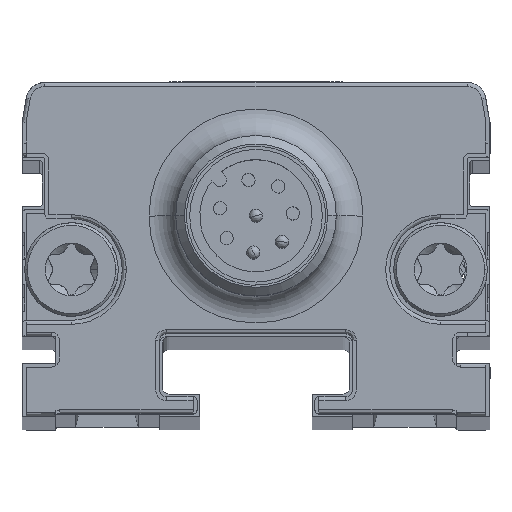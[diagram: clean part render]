
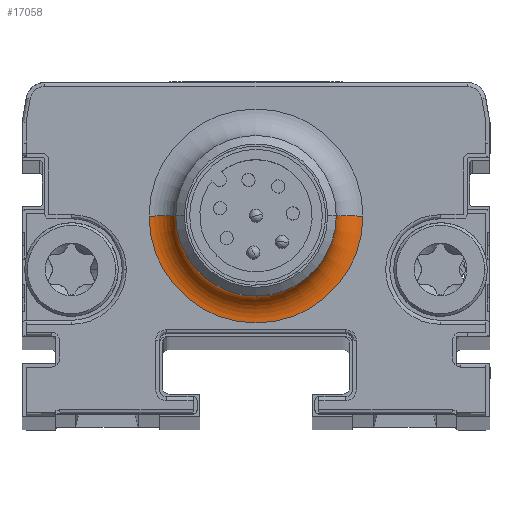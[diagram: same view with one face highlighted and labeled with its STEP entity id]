
A CAD part, top view. The second image highlights one B-rep face of the part: STEP entity #17058.
In plain terms, the highlighted toroidal (fillet/blend) face has major radius 8 mm and minor radius 2 mm.
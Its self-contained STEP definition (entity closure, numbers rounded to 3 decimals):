
#654 = DIRECTION ( 'NONE',  ( 0., 0., -1. ) ) ;
#719 = DIRECTION ( 'NONE',  ( 1., 0., 0. ) ) ;
#1091 = DIRECTION ( 'NONE',  ( 0., 0., 1. ) ) ;
#5030 = VERTEX_POINT ( 'NONE', #21166 ) ;
#5556 = CIRCLE ( 'NONE', #19326, 8. ) ;
#5585 = EDGE_CURVE ( 'NONE', #6469, #5030, #19559, .T. ) ;
#5589 = EDGE_CURVE ( 'NONE', #5030, #22955, #5556, .T. ) ;
#6469 = VERTEX_POINT ( 'NONE', #23918 ) ;
#6622 = AXIS2_PLACEMENT_3D ( 'NONE', #20515, #24353, #20757 ) ;
#6950 = FACE_OUTER_BOUND ( 'NONE', #10247, .T. ) ;
#7329 = TOROIDAL_SURFACE ( 'NONE', #21458, 8., 2. ) ;
#7778 = VERTEX_POINT ( 'NONE', #8121 ) ;
#7879 = ORIENTED_EDGE ( 'NONE', *, *, #18318, .T. ) ;
#8121 = CARTESIAN_POINT ( 'NONE',  ( -6., 15., 11.8 ) ) ;
#10247 = EDGE_LOOP ( 'NONE', ( #23886, #7879, #18185, #13460 ) ) ;
#11995 = DIRECTION ( 'NONE',  ( 0., 0., -1. ) ) ;
#13460 = ORIENTED_EDGE ( 'NONE', *, *, #5585, .F. ) ;
#13833 = CARTESIAN_POINT ( 'NONE',  ( 0., 15., 11.8 ) ) ;
#14639 = CARTESIAN_POINT ( 'NONE',  ( 8., 15., 11.8 ) ) ;
#15623 = DIRECTION ( 'NONE',  ( 1., 0., 0. ) ) ;
#15651 = DIRECTION ( 'NONE',  ( 0., 0., 1. ) ) ;
#15961 = DIRECTION ( 'NONE',  ( 1., 0., 0. ) ) ;
#16000 = CARTESIAN_POINT ( 'NONE',  ( 0., 15., 11.8 ) ) ;
#16619 = CARTESIAN_POINT ( 'NONE',  ( -8., 15., 9.8 ) ) ;
#17058 = ADVANCED_FACE ( 'NONE', ( #6950 ), #7329, .F. ) ;
#17349 = AXIS2_PLACEMENT_3D ( 'NONE', #13833, #1091, #15961 ) ;
#18185 = ORIENTED_EDGE ( 'NONE', *, *, #5589, .F. ) ;
#18318 = EDGE_CURVE ( 'NONE', #7778, #22955, #22223, .T. ) ;
#19326 = AXIS2_PLACEMENT_3D ( 'NONE', #20717, #654, #719 ) ;
#19559 = CIRCLE ( 'NONE', #21449, 2. ) ;
#20221 = DIRECTION ( 'NONE',  ( 0., -1., 0. ) ) ;
#20515 = CARTESIAN_POINT ( 'NONE',  ( -8., 15., 11.8 ) ) ;
#20717 = CARTESIAN_POINT ( 'NONE',  ( 0., 15., 9.8 ) ) ;
#20757 = DIRECTION ( 'NONE',  ( -1., 0., 0. ) ) ;
#20806 = CIRCLE ( 'NONE', #17349, 6. ) ;
#21166 = CARTESIAN_POINT ( 'NONE',  ( 8., 15., 9.8 ) ) ;
#21449 = AXIS2_PLACEMENT_3D ( 'NONE', #14639, #20221, #11995 ) ;
#21458 = AXIS2_PLACEMENT_3D ( 'NONE', #16000, #15651, #15623 ) ;
#21623 = EDGE_CURVE ( 'NONE', #7778, #6469, #20806, .T. ) ;
#22223 = CIRCLE ( 'NONE', #6622, 2. ) ;
#22955 = VERTEX_POINT ( 'NONE', #16619 ) ;
#23886 = ORIENTED_EDGE ( 'NONE', *, *, #21623, .F. ) ;
#23918 = CARTESIAN_POINT ( 'NONE',  ( 6., 15., 11.8 ) ) ;
#24353 = DIRECTION ( 'NONE',  ( 0., 1., 0. ) ) ;
